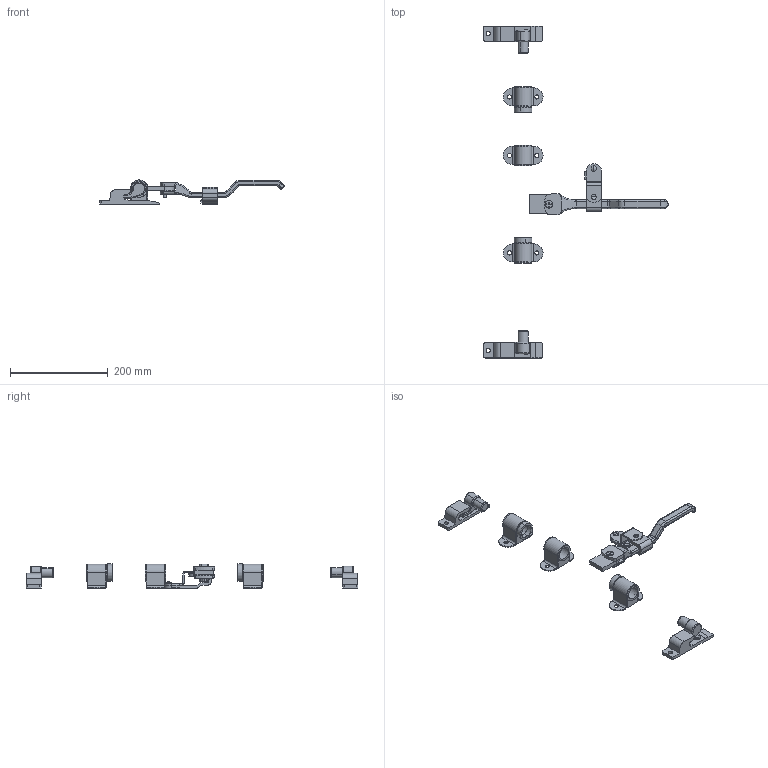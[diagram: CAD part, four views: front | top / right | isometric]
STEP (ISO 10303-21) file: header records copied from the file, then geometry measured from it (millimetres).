
FILE_DESCRIPTION (( 'STEP AP203' ), '1' );
FILE_NAME ('FA-1810-2B.STEP', '2018-03-27T02:27:26', ( '' ), ( '' ), 'SwSTEP 2.0', 'SolidWorks 2014', '' );
FILE_SCHEMA (( 'CONFIG_CONTROL_DESIGN' ));
Length unit declared in the file: millimetre
Products named in the file (16): FA-1810-2B; FA-1810-2B僷僀僾僈僀僪_; FA-1810フックR_; FA-1810-2B儀乕僗_; FA-1810-2B丸リベット_; FA-1810僷僀僾僈僀僪_; FA-1810-2B僴儞僪儖_; FA-1810リング_; FA-1810-2B僉乕僷乕R_; FA-1810-2B僉乕僷乕L_; FA-1810M8_; FA-1810僈僀僪僀儞僫乕_; FA-1810-2B僷僀僾僗僥乕_; FA-1810-2Bパイプガイド__リング有; FA-1810-2B掛金_; FA-1810-2B僼僢僋L_
Assembly tree (18 placements, depth 3):
  FA-1810-2B
    FA-1810-2B僴儞僪儖_
    FA-1810-2B僷僀僾僗僥乕_
    FA-1810-2B儀乕僗_
    FA-1810-2B僉乕僷乕L_
    FA-1810-2B僼僢僋L_
    FA-1810-2B僷僀僾僈僀僪_
      FA-1810僷僀僾僈僀僪_
      FA-1810僈僀僪僀儞僫乕_
    FA-1810-2Bパイプガイド__リング有  x2
      FA-1810僷僀僾僈僀僪_
      FA-1810僈僀僪僀儞僫乕_
      FA-1810リング_
    FA-1810フックR_
    FA-1810-2B僉乕僷乕R_
    FA-1810-2B掛金_
    FA-1810-2B丸リベット_
    FA-1810M8_
Bounding box: 377.84 x 681 x 49.43 mm (x, y, z)
Volume: 360426.7 mm3; surface area: 168857.8 mm2
Topology: 18 solids, 18 shells, 508 faces, 1263 edges, 788 vertices
Faces by surface type: cylinder 231, plane 179, torus 52, bspline 28, cone 18
Entity records: 14816 total; most frequent: CARTESIAN_POINT 3169, DIRECTION 2197, ORIENTED_EDGE 2014, EDGE_CURVE 1007, AXIS2_PLACEMENT_3D 860, VERTEX_POINT 628, LINE 477, VECTOR 477
